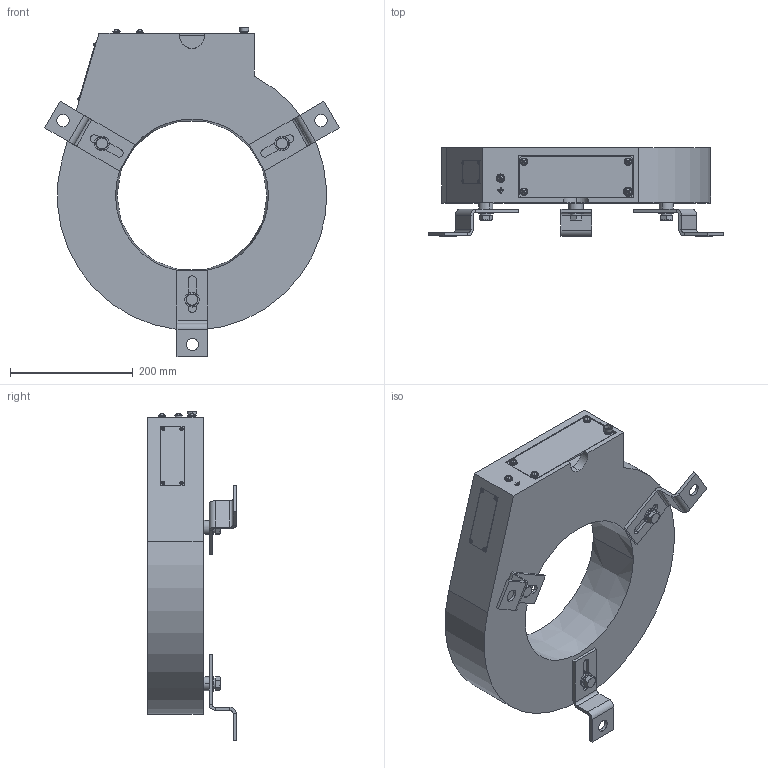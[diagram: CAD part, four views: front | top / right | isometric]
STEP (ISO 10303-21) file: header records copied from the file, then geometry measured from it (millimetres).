
FILE_DESCRIPTION (( 'STEP AP203' ), '1' );
FILE_NAME ('畟-35-IX.STEP', '2018-06-06T06:01:31', ( '' ), ( '' ), 'SwSTEP 2.0', 'SolidWorks 2010', '' );
FILE_SCHEMA (( 'CONFIG_CONTROL_DESIGN' ));
Length unit declared in the file: millimetre
Products named in the file (1): 畟-35-IX
Bounding box: 480.9 x 144 x 538.5 mm (x, y, z)
Surface area: 548827.1 mm2 (no closed solid volume)
Topology: 0 solids, 45 shells, 283 faces, 804 edges, 568 vertices
Faces by surface type: plane 163, cylinder 75, cone 21, sphere 20, torus 4
Entity records: 9506 total; most frequent: CARTESIAN_POINT 1860, DIRECTION 1714, ORIENTED_EDGE 1343, EDGE_CURVE 804, AXIS2_PLACEMENT_3D 662, VERTEX_POINT 568, LINE 390, VECTOR 390
